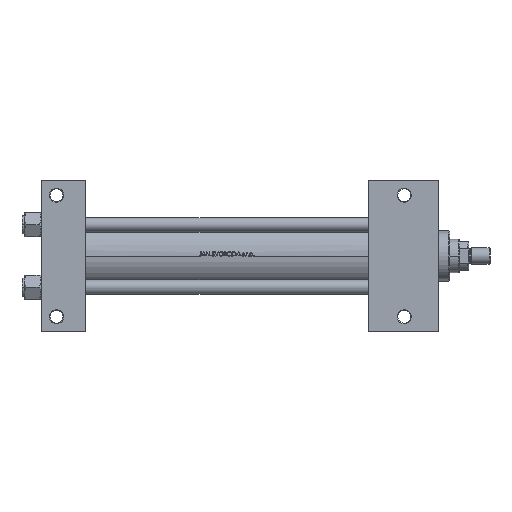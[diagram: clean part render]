
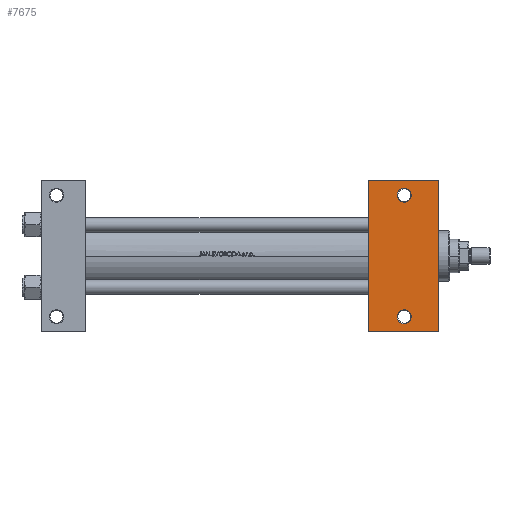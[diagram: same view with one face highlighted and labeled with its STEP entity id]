
A CAD part, front view. The second image highlights one B-rep face of the part: STEP entity #7675.
In plain terms, the highlighted face is planar.
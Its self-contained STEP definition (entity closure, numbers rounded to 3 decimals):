
#124 = AXIS2_PLACEMENT_3D ( 'NONE', #25622, #44851, #29165 ) ;
#185 = CIRCLE ( 'NONE', #43006, 6. ) ;
#237 = CARTESIAN_POINT ( 'NONE',  ( 275., 63.5, -37.5 ) ) ;
#345 = VECTOR ( 'NONE', #2180, 1000. ) ;
#870 = EDGE_CURVE ( 'NONE', #39583, #22377, #8736, .T. ) ;
#1737 = DIRECTION ( 'NONE',  ( -1., 0., 0. ) ) ;
#2180 = DIRECTION ( 'NONE',  ( 0., -1., 0. ) ) ;
#3110 = CARTESIAN_POINT ( 'NONE',  ( 305., -51., -37.5 ) ) ;
#3228 = VERTEX_POINT ( 'NONE', #11958 ) ;
#3828 = CARTESIAN_POINT ( 'NONE',  ( 334., 37.5, -37.5 ) ) ;
#7675 = ADVANCED_FACE ( 'NONE', ( #23298, #22299, #45831 ), #26602, .T. ) ;
#8233 = CARTESIAN_POINT ( 'NONE',  ( 275., -63.5, -37.5 ) ) ;
#8736 = CIRCLE ( 'NONE', #25724, 6. ) ;
#9892 = CARTESIAN_POINT ( 'NONE',  ( 275., 63.5, -37.5 ) ) ;
#9964 = EDGE_CURVE ( 'NONE', #22377, #39583, #185, .T. ) ;
#10051 = EDGE_CURVE ( 'NONE', #28603, #48633, #24752, .T. ) ;
#10141 = DIRECTION ( 'NONE',  ( 1., 0., 0. ) ) ;
#10705 = CARTESIAN_POINT ( 'NONE',  ( 311., 51., -37.5 ) ) ;
#11958 = CARTESIAN_POINT ( 'NONE',  ( 299., 51., -37.5 ) ) ;
#12326 = VERTEX_POINT ( 'NONE', #10705 ) ;
#12592 = CARTESIAN_POINT ( 'NONE',  ( 305., -51., -37.5 ) ) ;
#13030 = CIRCLE ( 'NONE', #124, 6. ) ;
#14157 = CIRCLE ( 'NONE', #27091, 6. ) ;
#15071 = EDGE_LOOP ( 'NONE', ( #40051, #26339 ) ) ;
#15472 = AXIS2_PLACEMENT_3D ( 'NONE', #3828, #38738, #41766 ) ;
#15782 = ORIENTED_EDGE ( 'NONE', *, *, #24890, .F. ) ;
#18900 = ORIENTED_EDGE ( 'NONE', *, *, #19886, .T. ) ;
#19886 = EDGE_CURVE ( 'NONE', #3228, #12326, #14157, .T. ) ;
#20694 = DIRECTION ( 'NONE',  ( 0., 0., 1. ) ) ;
#20988 = DIRECTION ( 'NONE',  ( 0., -1., 0. ) ) ;
#21402 = CARTESIAN_POINT ( 'NONE',  ( 299., -51., -37.5 ) ) ;
#21643 = ORIENTED_EDGE ( 'NONE', *, *, #23095, .T. ) ;
#21776 = EDGE_LOOP ( 'NONE', ( #18900, #43490 ) ) ;
#22245 = DIRECTION ( 'NONE',  ( 0., 0., 1. ) ) ;
#22275 = CARTESIAN_POINT ( 'NONE',  ( 334., 63.5, -37.5 ) ) ;
#22299 = FACE_BOUND ( 'NONE', #15071, .T. ) ;
#22377 = VERTEX_POINT ( 'NONE', #44740 ) ;
#23095 = EDGE_CURVE ( 'NONE', #36522, #23277, #35213, .T. ) ;
#23277 = VERTEX_POINT ( 'NONE', #22275 ) ;
#23298 = FACE_BOUND ( 'NONE', #21776, .T. ) ;
#24752 = LINE ( 'NONE', #31822, #47067 ) ;
#24789 = LINE ( 'NONE', #40214, #43061 ) ;
#24890 = EDGE_CURVE ( 'NONE', #36522, #48633, #24789, .T. ) ;
#25453 = LINE ( 'NONE', #33536, #345 ) ;
#25622 = CARTESIAN_POINT ( 'NONE',  ( 305., 51., -37.5 ) ) ;
#25724 = AXIS2_PLACEMENT_3D ( 'NONE', #3110, #29924, #26647 ) ;
#26118 = ORIENTED_EDGE ( 'NONE', *, *, #27580, .T. ) ;
#26219 = ORIENTED_EDGE ( 'NONE', *, *, #10051, .T. ) ;
#26339 = ORIENTED_EDGE ( 'NONE', *, *, #9964, .T. ) ;
#26602 = PLANE ( 'NONE',  #15472 ) ;
#26647 = DIRECTION ( 'NONE',  ( -1., 0., 0. ) ) ;
#27091 = AXIS2_PLACEMENT_3D ( 'NONE', #36177, #22245, #37427 ) ;
#27580 = EDGE_CURVE ( 'NONE', #23277, #28603, #25453, .T. ) ;
#28286 = DIRECTION ( 'NONE',  ( -1., 0., 0. ) ) ;
#28603 = VERTEX_POINT ( 'NONE', #29100 ) ;
#29100 = CARTESIAN_POINT ( 'NONE',  ( 334., -63.5, -37.5 ) ) ;
#29165 = DIRECTION ( 'NONE',  ( -1., 0., 0. ) ) ;
#29924 = DIRECTION ( 'NONE',  ( 0., 0., 1. ) ) ;
#31822 = CARTESIAN_POINT ( 'NONE',  ( 275., -63.5, -37.5 ) ) ;
#33536 = CARTESIAN_POINT ( 'NONE',  ( 334., 37.5, -37.5 ) ) ;
#35213 = LINE ( 'NONE', #9892, #42233 ) ;
#36177 = CARTESIAN_POINT ( 'NONE',  ( 305., 51., -37.5 ) ) ;
#36522 = VERTEX_POINT ( 'NONE', #237 ) ;
#37427 = DIRECTION ( 'NONE',  ( -1., 0., 0. ) ) ;
#38738 = DIRECTION ( 'NONE',  ( 0., 0., -1. ) ) ;
#39583 = VERTEX_POINT ( 'NONE', #21402 ) ;
#40051 = ORIENTED_EDGE ( 'NONE', *, *, #870, .T. ) ;
#40214 = CARTESIAN_POINT ( 'NONE',  ( 275., 37.5, -37.5 ) ) ;
#41766 = DIRECTION ( 'NONE',  ( -1., 0., 0. ) ) ;
#42233 = VECTOR ( 'NONE', #10141, 1000. ) ;
#43006 = AXIS2_PLACEMENT_3D ( 'NONE', #12592, #20694, #1737 ) ;
#43061 = VECTOR ( 'NONE', #20988, 1000. ) ;
#43490 = ORIENTED_EDGE ( 'NONE', *, *, #48181, .T. ) ;
#44740 = CARTESIAN_POINT ( 'NONE',  ( 311., -51., -37.5 ) ) ;
#44851 = DIRECTION ( 'NONE',  ( 0., 0., 1. ) ) ;
#45572 = EDGE_LOOP ( 'NONE', ( #15782, #21643, #26118, #26219 ) ) ;
#45831 = FACE_OUTER_BOUND ( 'NONE', #45572, .T. ) ;
#47067 = VECTOR ( 'NONE', #28286, 1000. ) ;
#48181 = EDGE_CURVE ( 'NONE', #12326, #3228, #13030, .T. ) ;
#48633 = VERTEX_POINT ( 'NONE', #8233 ) ;
